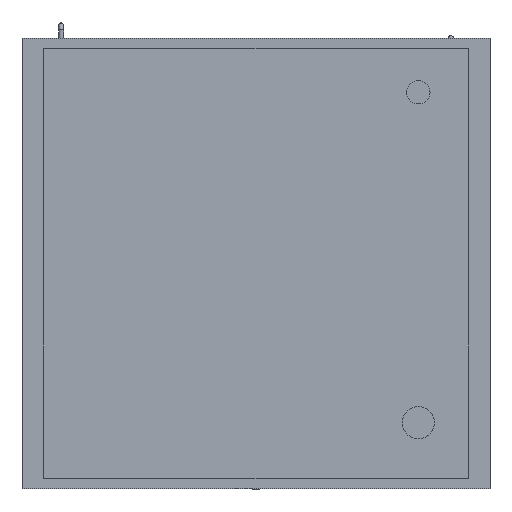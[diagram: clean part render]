
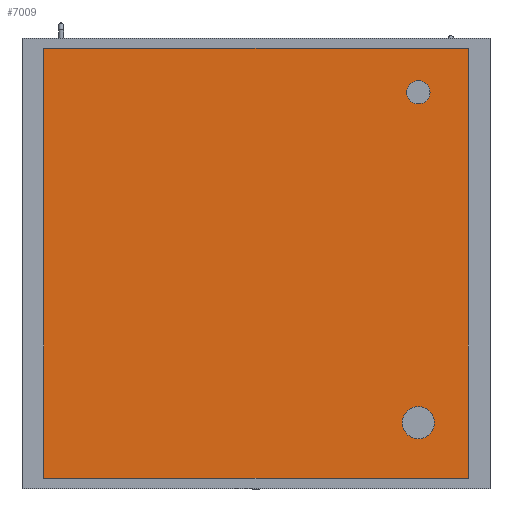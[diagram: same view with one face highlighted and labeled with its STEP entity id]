
A CAD part, front view. The second image highlights one B-rep face of the part: STEP entity #7009.
In plain terms, the highlighted planar face has unit normal (0, -1, 0).
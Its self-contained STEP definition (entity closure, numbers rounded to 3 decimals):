
#108=FACE_BOUND('',#922,.T.);
#109=FACE_BOUND('',#923,.T.);
#129=PLANE('',#7511);
#489=FACE_OUTER_BOUND('',#921,.T.);
#921=EDGE_LOOP('',(#4958,#4959,#4960,#4961));
#922=EDGE_LOOP('',(#4962));
#923=EDGE_LOOP('',(#4963));
#1361=LINE('',#10142,#2222);
#1365=LINE('',#10150,#2226);
#1368=LINE('',#10156,#2229);
#1371=LINE('',#10161,#2232);
#2222=VECTOR('',#8118,10.);
#2226=VECTOR('',#8124,10.);
#2229=VECTOR('',#8129,10.);
#2232=VECTOR('',#8134,10.);
#3070=CIRCLE('',#7495,20.);
#3072=CIRCLE('',#7499,27.5);
#3220=VERTEX_POINT('',#10103);
#3222=VERTEX_POINT('',#10110);
#3231=VERTEX_POINT('',#10140);
#3232=VERTEX_POINT('',#10141);
#3235=VERTEX_POINT('',#10149);
#3237=VERTEX_POINT('',#10155);
#3895=EDGE_CURVE('',#3220,#3220,#3070,.T.);
#3898=EDGE_CURVE('',#3222,#3222,#3072,.T.);
#3911=EDGE_CURVE('',#3231,#3232,#1361,.T.);
#3915=EDGE_CURVE('',#3235,#3231,#1365,.T.);
#3918=EDGE_CURVE('',#3237,#3235,#1368,.T.);
#3921=EDGE_CURVE('',#3232,#3237,#1371,.T.);
#4958=ORIENTED_EDGE('',*,*,#3921,.F.);
#4959=ORIENTED_EDGE('',*,*,#3911,.F.);
#4960=ORIENTED_EDGE('',*,*,#3915,.F.);
#4961=ORIENTED_EDGE('',*,*,#3918,.F.);
#4962=ORIENTED_EDGE('',*,*,#3895,.T.);
#4963=ORIENTED_EDGE('',*,*,#3898,.T.);
#7009=ADVANCED_FACE('',(#489,#108,#109),#129,.F.);
#7495=AXIS2_PLACEMENT_3D('',#10105,#8081,#8082);
#7499=AXIS2_PLACEMENT_3D('',#10112,#8090,#8091);
#7511=AXIS2_PLACEMENT_3D('',#10164,#8138,#8139);
#8081=DIRECTION('center_axis',(0.,1.,0.));
#8082=DIRECTION('ref_axis',(1.,0.,0.));
#8090=DIRECTION('center_axis',(0.,1.,0.));
#8091=DIRECTION('ref_axis',(1.,0.,0.));
#8118=DIRECTION('',(0.,0.,1.));
#8124=DIRECTION('',(-1.,0.,0.));
#8129=DIRECTION('',(0.,0.,-1.));
#8134=DIRECTION('',(1.,0.,0.));
#8138=DIRECTION('center_axis',(0.,1.,0.));
#8139=DIRECTION('ref_axis',(0.,0.,1.));
#10103=CARTESIAN_POINT('',(257.5,0.,292.5));
#10105=CARTESIAN_POINT('Origin',(277.5,0.,292.5));
#10110=CARTESIAN_POINT('',(250.,0.,-272.5));
#10112=CARTESIAN_POINT('Origin',(277.5,0.,-272.5));
#10140=CARTESIAN_POINT('',(-362.5,0.,-367.5));
#10141=CARTESIAN_POINT('',(-362.5,0.,367.5));
#10142=CARTESIAN_POINT('',(-362.5,0.,-367.5));
#10149=CARTESIAN_POINT('',(362.5,0.,-367.5));
#10150=CARTESIAN_POINT('',(362.5,0.,-367.5));
#10155=CARTESIAN_POINT('',(362.5,0.,367.5));
#10156=CARTESIAN_POINT('',(362.5,0.,367.5));
#10161=CARTESIAN_POINT('',(-362.5,0.,367.5));
#10164=CARTESIAN_POINT('Origin',(0.,0.,0.));
